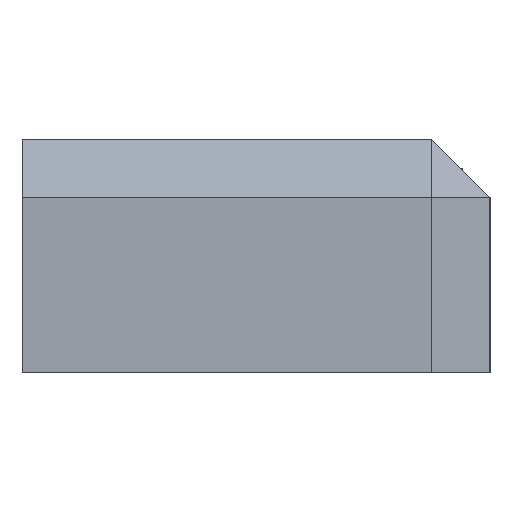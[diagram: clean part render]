
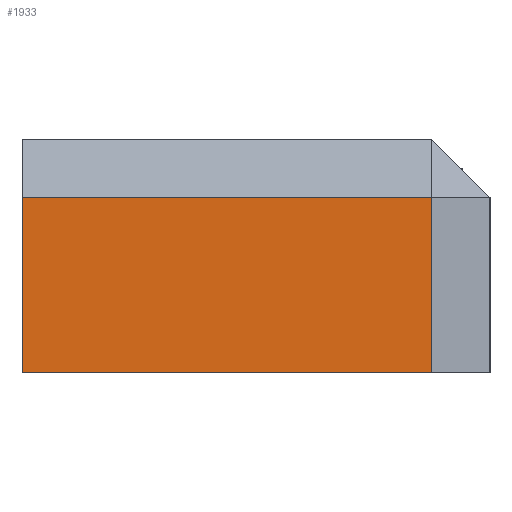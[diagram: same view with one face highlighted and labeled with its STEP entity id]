
A CAD part, left-side view. The second image highlights one B-rep face of the part: STEP entity #1933.
In plain terms, the highlighted planar face has unit normal (-1, 0, 0).
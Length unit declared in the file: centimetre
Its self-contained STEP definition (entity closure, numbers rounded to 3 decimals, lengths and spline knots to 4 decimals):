
#181=VECTOR('',#2474,1.);
#216=VECTOR('',#2550,1.);
#221=VECTOR('',#2559,1.);
#222=VECTOR('',#2561,1.);
#299=LINE('',#3967,#181);
#334=LINE('',#4059,#216);
#339=LINE('',#4069,#221);
#340=LINE('',#4071,#222);
#374=PLANE('',#2120);
#665=VERTEX_POINT('',#3966);
#666=VERTEX_POINT('',#3968);
#693=VERTEX_POINT('',#4052);
#694=VERTEX_POINT('',#4056);
#942=EDGE_CURVE('',#665,#666,#299,.T.);
#989=EDGE_CURVE('',#693,#694,#334,.T.);
#994=EDGE_CURVE('',#666,#693,#339,.T.);
#996=EDGE_CURVE('',#665,#694,#340,.T.);
#1494=ORIENTED_EDGE('',*,*,#989,.F.);
#1495=ORIENTED_EDGE('',*,*,#994,.F.);
#1496=ORIENTED_EDGE('',*,*,#942,.F.);
#1497=ORIENTED_EDGE('',*,*,#996,.T.);
#1674=EDGE_LOOP('',(#1494,#1495,#1496,#1497));
#1822=FACE_BOUND('',#1674,.T.);
#1933=ADVANCED_FACE('',(#1822),#374,.T.);
#2120=AXIS2_PLACEMENT_3D('',#4070,#2560,$);
#2474=DIRECTION('',(0.,0.,1.));
#2550=DIRECTION('',(0.,0.,-1.));
#2559=DIRECTION('',(0.,-1.,0.));
#2560=DIRECTION('',(-1.,0.,0.));
#2561=DIRECTION('',(0.,-1.,0.));
#3966=CARTESIAN_POINT('',(-9.5,0.,0.));
#3967=CARTESIAN_POINT('',(-9.5,0.,0.));
#3968=CARTESIAN_POINT('',(-9.5,0.,1.5));
#4052=CARTESIAN_POINT('',(-9.5,-3.5,1.5));
#4056=CARTESIAN_POINT('',(-9.5,-3.5,0.));
#4059=CARTESIAN_POINT('',(-9.5,-3.5,0.));
#4069=CARTESIAN_POINT('',(-9.5,-2.,1.5));
#4070=CARTESIAN_POINT('',(-9.5,-2.,0.));
#4071=CARTESIAN_POINT('',(-9.5,0.,0.));
